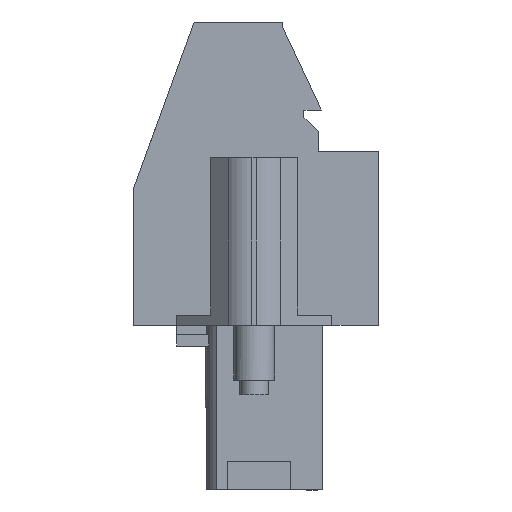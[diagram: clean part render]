
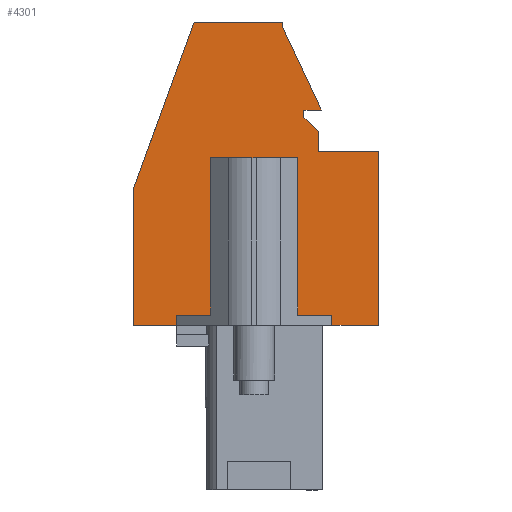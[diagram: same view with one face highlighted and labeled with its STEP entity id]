
A CAD part, left-side view. The second image highlights one B-rep face of the part: STEP entity #4301.
In plain terms, the highlighted planar face has unit normal (-1, 0, 0).
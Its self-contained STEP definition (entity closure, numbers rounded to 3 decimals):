
#1671=AXIS2_PLACEMENT_3D('Plane Axis2P3D',#1668,#1669,#1670) ;
#107=CARTESIAN_POINT('Line Origine',(3.47,1.125,7.95)) ;
#111=CARTESIAN_POINT('Vertex',(3.47,2.25,7.95)) ;
#113=CARTESIAN_POINT('Vertex',(3.47,0.,7.95)) ;
#162=CARTESIAN_POINT('Vertex',(3.47,9.75,7.95)) ;
#165=CARTESIAN_POINT('Line Origine',(3.47,10.79,7.95)) ;
#169=CARTESIAN_POINT('Vertex',(3.47,11.83,7.95)) ;
#1668=CARTESIAN_POINT('Axis2P3D Location',(3.47,12.132,0.)) ;
#4189=CARTESIAN_POINT('Line Origine',(3.47,0.,12.15)) ;
#4193=CARTESIAN_POINT('Vertex',(3.47,0.,16.35)) ;
#4196=CARTESIAN_POINT('Line Origine',(3.47,1.45,16.35)) ;
#4200=CARTESIAN_POINT('Vertex',(3.47,2.9,16.35)) ;
#4203=CARTESIAN_POINT('Line Origine',(3.47,2.9,16.825)) ;
#4207=CARTESIAN_POINT('Vertex',(3.47,2.9,17.3)) ;
#4210=CARTESIAN_POINT('Line Origine',(3.47,3.25,17.65)) ;
#4214=CARTESIAN_POINT('Vertex',(3.47,3.6,18.)) ;
#4217=CARTESIAN_POINT('Line Origine',(3.47,3.6,18.175)) ;
#4221=CARTESIAN_POINT('Vertex',(3.47,3.6,18.35)) ;
#4224=CARTESIAN_POINT('Line Origine',(3.47,3.18,18.35)) ;
#4228=CARTESIAN_POINT('Vertex',(3.47,2.76,18.35)) ;
#4231=CARTESIAN_POINT('Line Origine',(3.47,3.704,20.375)) ;
#4235=CARTESIAN_POINT('Vertex',(3.47,4.649,22.4)) ;
#4238=CARTESIAN_POINT('Line Origine',(3.47,4.649,22.5)) ;
#4242=CARTESIAN_POINT('Vertex',(3.47,4.649,22.6)) ;
#4245=CARTESIAN_POINT('Line Origine',(3.47,6.778,22.6)) ;
#4249=CARTESIAN_POINT('Vertex',(3.47,8.908,22.6)) ;
#4252=CARTESIAN_POINT('Line Origine',(3.47,10.369,18.586)) ;
#4256=CARTESIAN_POINT('Vertex',(3.47,11.83,14.572)) ;
#4259=CARTESIAN_POINT('Line Origine',(3.47,11.83,11.261)) ;
#4264=CARTESIAN_POINT('Line Origine',(3.47,9.75,8.2)) ;
#4268=CARTESIAN_POINT('Vertex',(3.47,9.75,8.45)) ;
#4271=CARTESIAN_POINT('Line Origine',(3.47,6.,8.45)) ;
#4275=CARTESIAN_POINT('Vertex',(3.47,2.25,8.45)) ;
#4278=CARTESIAN_POINT('Line Origine',(3.47,2.25,8.2)) ;
#108=DIRECTION('Vector Direction',(0.,1.,0.)) ;
#166=DIRECTION('Vector Direction',(0.,-1.,0.)) ;
#1669=DIRECTION('Axis2P3D Direction',(-1.,0.,0.)) ;
#1670=DIRECTION('Axis2P3D XDirection',(0.,-1.,0.)) ;
#4190=DIRECTION('Vector Direction',(0.,0.,1.)) ;
#4197=DIRECTION('Vector Direction',(0.,1.,0.)) ;
#4204=DIRECTION('Vector Direction',(0.,0.,1.)) ;
#4211=DIRECTION('Vector Direction',(0.,0.707,0.707)) ;
#4218=DIRECTION('Vector Direction',(0.,0.,1.)) ;
#4225=DIRECTION('Vector Direction',(0.,-1.,0.)) ;
#4232=DIRECTION('Vector Direction',(0.,0.423,0.906)) ;
#4239=DIRECTION('Vector Direction',(0.,0.,1.)) ;
#4246=DIRECTION('Vector Direction',(0.,1.,0.)) ;
#4253=DIRECTION('Vector Direction',(0.,0.342,-0.94)) ;
#4260=DIRECTION('Vector Direction',(0.,0.,1.)) ;
#4265=DIRECTION('Vector Direction',(0.,0.,1.)) ;
#4272=DIRECTION('Vector Direction',(0.,1.,0.)) ;
#4279=DIRECTION('Vector Direction',(0.,0.,1.)) ;
#109=VECTOR('Line Direction',#108,1.) ;
#167=VECTOR('Line Direction',#166,1.) ;
#4191=VECTOR('Line Direction',#4190,1.) ;
#4198=VECTOR('Line Direction',#4197,1.) ;
#4205=VECTOR('Line Direction',#4204,1.) ;
#4212=VECTOR('Line Direction',#4211,1.) ;
#4219=VECTOR('Line Direction',#4218,1.) ;
#4226=VECTOR('Line Direction',#4225,1.) ;
#4233=VECTOR('Line Direction',#4232,1.) ;
#4240=VECTOR('Line Direction',#4239,1.) ;
#4247=VECTOR('Line Direction',#4246,1.) ;
#4254=VECTOR('Line Direction',#4253,1.) ;
#4261=VECTOR('Line Direction',#4260,1.) ;
#4266=VECTOR('Line Direction',#4265,1.) ;
#4273=VECTOR('Line Direction',#4272,1.) ;
#4280=VECTOR('Line Direction',#4279,1.) ;
#4284=ORIENTED_EDGE('',*,*,#115,.T.) ;
#4285=ORIENTED_EDGE('',*,*,#4195,.T.) ;
#4286=ORIENTED_EDGE('',*,*,#4202,.T.) ;
#4287=ORIENTED_EDGE('',*,*,#4209,.T.) ;
#4288=ORIENTED_EDGE('',*,*,#4216,.T.) ;
#4289=ORIENTED_EDGE('',*,*,#4223,.T.) ;
#4290=ORIENTED_EDGE('',*,*,#4230,.T.) ;
#4291=ORIENTED_EDGE('',*,*,#4237,.T.) ;
#4292=ORIENTED_EDGE('',*,*,#4244,.T.) ;
#4293=ORIENTED_EDGE('',*,*,#4251,.T.) ;
#4294=ORIENTED_EDGE('',*,*,#4258,.T.) ;
#4295=ORIENTED_EDGE('',*,*,#4263,.T.) ;
#4296=ORIENTED_EDGE('',*,*,#171,.F.) ;
#4297=ORIENTED_EDGE('',*,*,#4270,.T.) ;
#4298=ORIENTED_EDGE('',*,*,#4277,.F.) ;
#4299=ORIENTED_EDGE('',*,*,#4282,.F.) ;
#4301=ADVANCED_FACE('HOUSING',(#4300),#1672,.T.) ;
#115=EDGE_CURVE('',#112,#114,#110,.F.) ;
#171=EDGE_CURVE('',#163,#170,#168,.F.) ;
#4195=EDGE_CURVE('',#114,#4194,#4192,.T.) ;
#4202=EDGE_CURVE('',#4194,#4201,#4199,.T.) ;
#4209=EDGE_CURVE('',#4201,#4208,#4206,.T.) ;
#4216=EDGE_CURVE('',#4208,#4215,#4213,.T.) ;
#4223=EDGE_CURVE('',#4215,#4222,#4220,.T.) ;
#4230=EDGE_CURVE('',#4222,#4229,#4227,.T.) ;
#4237=EDGE_CURVE('',#4229,#4236,#4234,.T.) ;
#4244=EDGE_CURVE('',#4236,#4243,#4241,.T.) ;
#4251=EDGE_CURVE('',#4243,#4250,#4248,.T.) ;
#4258=EDGE_CURVE('',#4250,#4257,#4255,.T.) ;
#4263=EDGE_CURVE('',#4257,#170,#4262,.F.) ;
#4270=EDGE_CURVE('',#163,#4269,#4267,.T.) ;
#4277=EDGE_CURVE('',#4276,#4269,#4274,.T.) ;
#4282=EDGE_CURVE('',#112,#4276,#4281,.T.) ;
#4283=EDGE_LOOP('',(#4284,#4285,#4286,#4287,#4288,#4289,#4290,#4291,#4292,#4293,#4294,#4295,#4296,#4297,#4298,#4299)) ;
#4300=FACE_OUTER_BOUND('',#4283,.T.) ;
#110=LINE('Line',#107,#109) ;
#168=LINE('Line',#165,#167) ;
#4192=LINE('Line',#4189,#4191) ;
#4199=LINE('Line',#4196,#4198) ;
#4206=LINE('Line',#4203,#4205) ;
#4213=LINE('Line',#4210,#4212) ;
#4220=LINE('Line',#4217,#4219) ;
#4227=LINE('Line',#4224,#4226) ;
#4234=LINE('Line',#4231,#4233) ;
#4241=LINE('Line',#4238,#4240) ;
#4248=LINE('Line',#4245,#4247) ;
#4255=LINE('Line',#4252,#4254) ;
#4262=LINE('Line',#4259,#4261) ;
#4267=LINE('Line',#4264,#4266) ;
#4274=LINE('Line',#4271,#4273) ;
#4281=LINE('Line',#4278,#4280) ;
#1672=PLANE('',#1671) ;
#112=VERTEX_POINT('',#111) ;
#114=VERTEX_POINT('',#113) ;
#163=VERTEX_POINT('',#162) ;
#170=VERTEX_POINT('',#169) ;
#4194=VERTEX_POINT('',#4193) ;
#4201=VERTEX_POINT('',#4200) ;
#4208=VERTEX_POINT('',#4207) ;
#4215=VERTEX_POINT('',#4214) ;
#4222=VERTEX_POINT('',#4221) ;
#4229=VERTEX_POINT('',#4228) ;
#4236=VERTEX_POINT('',#4235) ;
#4243=VERTEX_POINT('',#4242) ;
#4250=VERTEX_POINT('',#4249) ;
#4257=VERTEX_POINT('',#4256) ;
#4269=VERTEX_POINT('',#4268) ;
#4276=VERTEX_POINT('',#4275) ;
